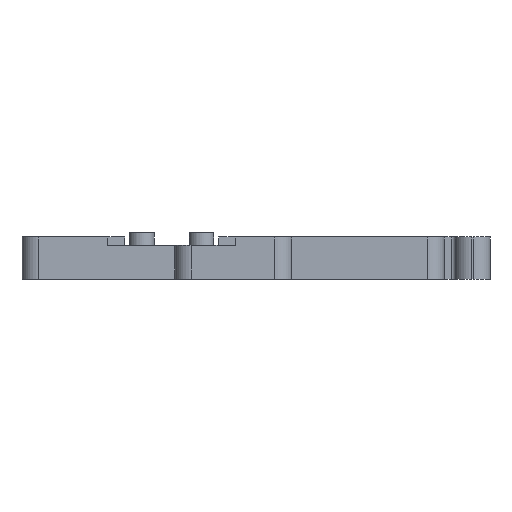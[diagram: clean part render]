
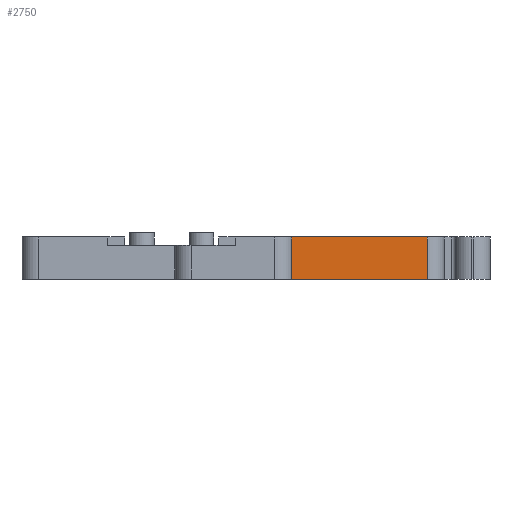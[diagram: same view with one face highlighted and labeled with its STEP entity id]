
A CAD part, left-side view. The second image highlights one B-rep face of the part: STEP entity #2750.
In plain terms, the highlighted planar face has unit normal (-1, 0, 0).
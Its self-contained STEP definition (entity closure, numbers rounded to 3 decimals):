
#165=PLANE('',#3002);
#288=FACE_OUTER_BOUND('',#428,.T.);
#428=EDGE_LOOP('',(#2416,#2417,#2418,#2419));
#605=LINE('',#4289,#891);
#702=LINE('',#4570,#988);
#703=LINE('',#4573,#989);
#704=LINE('',#4574,#990);
#891=VECTOR('',#3441,10.);
#988=VECTOR('',#3720,10.);
#989=VECTOR('',#3723,10.);
#990=VECTOR('',#3724,10.);
#1300=VERTEX_POINT('',#4286);
#1301=VERTEX_POINT('',#4288);
#1394=VERTEX_POINT('',#4568);
#1395=VERTEX_POINT('',#4572);
#1629=EDGE_CURVE('',#1300,#1301,#605,.T.);
#1770=EDGE_CURVE('',#1394,#1301,#702,.T.);
#1771=EDGE_CURVE('',#1395,#1394,#703,.T.);
#1772=EDGE_CURVE('',#1395,#1300,#704,.T.);
#2416=ORIENTED_EDGE('',*,*,#1771,.T.);
#2417=ORIENTED_EDGE('',*,*,#1770,.T.);
#2418=ORIENTED_EDGE('',*,*,#1629,.F.);
#2419=ORIENTED_EDGE('',*,*,#1772,.F.);
#2750=ADVANCED_FACE('',(#288),#165,.T.);
#3002=AXIS2_PLACEMENT_3D('',#4571,#3721,#3722);
#3441=DIRECTION('',(0.,-1.,0.));
#3720=DIRECTION('',(0.,0.,1.));
#3721=DIRECTION('center_axis',(-1.,0.,0.));
#3722=DIRECTION('ref_axis',(0.,-1.,0.));
#3723=DIRECTION('',(0.,-1.,0.));
#3724=DIRECTION('',(0.,0.,1.));
#4286=CARTESIAN_POINT('',(-9.693,10.307,5.));
#4288=CARTESIAN_POINT('',(-9.693,-7.693,5.));
#4289=CARTESIAN_POINT('',(-9.693,10.307,5.));
#4568=CARTESIAN_POINT('',(-9.693,-7.693,0.));
#4570=CARTESIAN_POINT('',(-9.693,-7.693,0.));
#4571=CARTESIAN_POINT('Origin',(-9.693,10.307,0.));
#4572=CARTESIAN_POINT('',(-9.693,10.307,0.));
#4573=CARTESIAN_POINT('',(-9.693,10.307,0.));
#4574=CARTESIAN_POINT('',(-9.693,10.307,0.));
